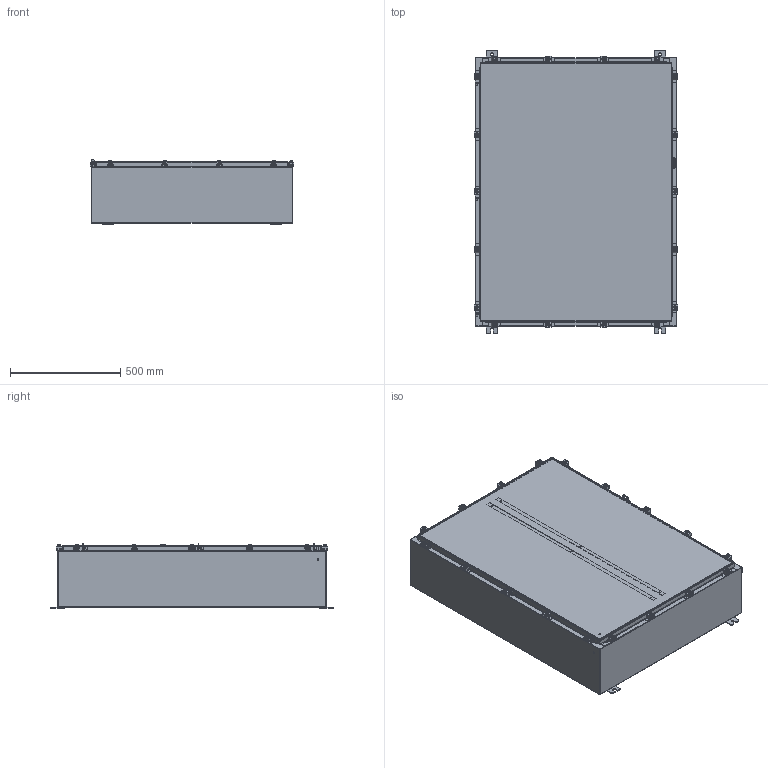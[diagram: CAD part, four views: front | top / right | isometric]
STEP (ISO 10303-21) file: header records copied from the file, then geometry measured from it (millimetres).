
FILE_DESCRIPTION (( 'STEP AP203' ), '1' );
FILE_NAME ('EX48H3610SS6WP.STEP', '2015-04-07T13:17:39', ( 'changeme' ), ( 'Microsoft' ), 'SwSTEP 2.0', 'SolidWorks 2014', '' );
FILE_SCHEMA (( 'CONFIG_CONTROL_DESIGN' ));
Length unit declared in the file: inch
Products named in the file (29): Special Clamp Assembly; EX48H3610SS6WP Body; EX48H3610SS6WP Enclosure Stiffener; EX48H3610SS6WP Special Clamp; EX48H3610SS6WP Bottom; EX48H3610SS6WP Clamp Bracket; ATEX CLAMP HINGE BRAKET; EX48H3610SS6WP Top; 22101002_RTP29; HW-CLN-NH-20330; EX48H3610SS6WP Backpanel; 10_30 CD Stud; 22104005_DEFAULT_RTP30; EX48H3610SS6WP Mounting Studs; 30X10 Clamp Bracket2; Clamp Top_RTP31; Quarter-20 CD Stud; N-WMT04X30402202210-00 22101002; EX48H3610SS6WP Clamp Assembly; EX48H3610SS6WP Door Stiffener; EX48H3610SS6WP; N-WMT04X30402202210-00 22104005_DEFAULT; EX48H3610SS6WP Standard Clamps; EX48H3610SS6WP Padlock Hasp; N-WMT04X30402202210-00 Clamp Top; EX48H3610SS6WP Cover; EX48H3610SS6WP Padlock Staple
Assembly tree (67 placements, depth 4):
  EX48H3610SS6WP
    EX48H3610SS6WP Backpanel
    EX48H3610SS6WP Mounting Studs  x8
    Quarter-20 CD Stud  x2
    EX48H3610SS6WP Door Stiffener
    EX48H3610SS6WP Padlock Hasp
    EX48H3610SS6WP Padlock Staple
    EX48H3610SS6WP Enclosure Stiffener  x2
    EX48H3610SS6WP Standard Clamps  x15
      EX48H3610SS6WP Clamp Bracket
      EX48H3610SS6WP Clamp Assembly
        22101002_RTP29  x2
        22104005_DEFAULT_RTP30
        Clamp Top_RTP31
    EX48H3610SS6WP Cover
    EX48H3610SS6WP Body
    EX48H3610SS6WP Bottom
    EX48H3610SS6WP Top
    10_30 CD Stud  x6
    EX48H3610SS6WP Special Clamp  x3
      30X10 Clamp Bracket2
      Special Clamp Assembly
        N-WMT04X30402202210-00 22101002  x2
        N-WMT04X30402202210-00 22104005_DEFAULT
        N-WMT04X30402202210-00 Clamp Top
    ATEX CLAMP HINGE BRAKET  x3
    HW-CLN-NH-20330  x4
    EX48H3610SS6WP Special Clamp
      Special Clamp Assembly
        N-WMT04X30402202210-00 22101002
        N-WMT04X30402202210-00 Clamp Top
Bounding box: 925.1 x 1282.7 x 290.9 mm (x, y, z)
Volume: 10222841.3 mm3; surface area: 9981625.4 mm2
Topology: 128 solids, 128 shells, 3145 faces, 7696 edges, 4872 vertices
Faces by surface type: plane 1631, cylinder 1216, cone 158, torus 114, bspline 26
Entity records: 27426 total; most frequent: CARTESIAN_POINT 4842, DIRECTION 4009, ORIENTED_EDGE 3678, EDGE_CURVE 1839, AXIS2_PLACEMENT_3D 1403, VECTOR 1203, LINE 1203, VERTEX_POINT 1112
